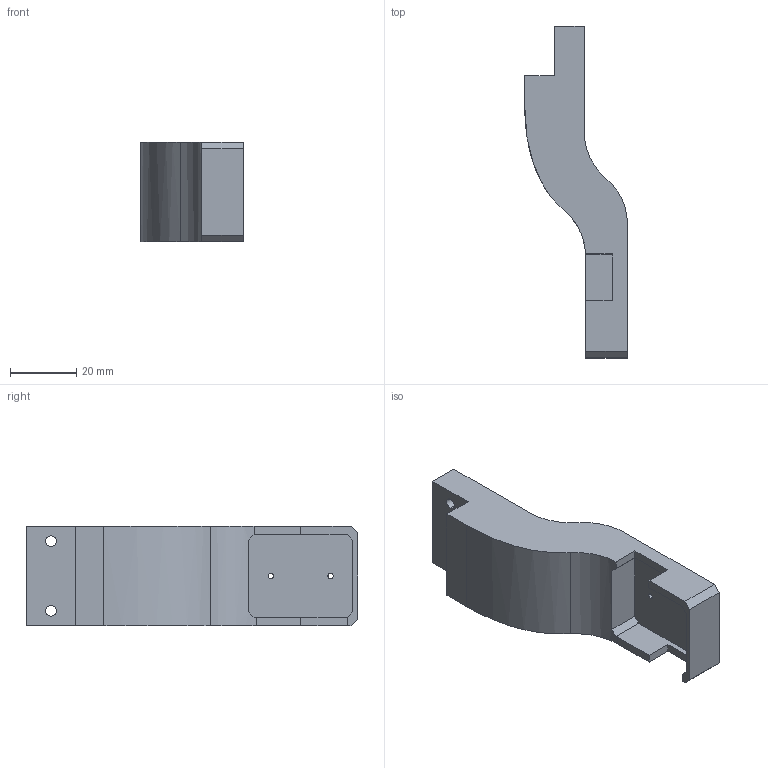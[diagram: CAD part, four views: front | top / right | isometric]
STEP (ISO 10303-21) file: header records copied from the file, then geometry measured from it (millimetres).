
FILE_DESCRIPTION((''),'2;1');
FILE_NAME('SCHUNK_GRIPPER_ADAPTER_GS_MINI','2022-10-24T16:10:41',('gelsight'),('Gelsight'),'CREO PARAMETRIC BY PTC INC, 2022073','CREO PARAMETRIC BY PTC INC, 2022073','');
FILE_SCHEMA(('CONFIG_CONTROL_DESIGN'));
Length unit declared in the file: metre
Products named in the file (1): SCHUNK_GRIPPER_ADAPTER_GS_MINI
Bounding box: 31 x 100 x 30 mm (x, y, z)
Volume: 35514.8 mm3; surface area: 11105.7 mm2
Topology: 1 solids, 1 shells, 46 faces, 124 edges, 82 vertices
Faces by surface type: plane 30, cylinder 15, extrusion 1
Entity records: 1505 total; most frequent: CARTESIAN_POINT 268, ORIENTED_EDGE 248, DIRECTION 242, EDGE_CURVE 124, VECTOR 90, LINE 89, VERTEX_POINT 82, AXIS2_PLACEMENT_3D 76
